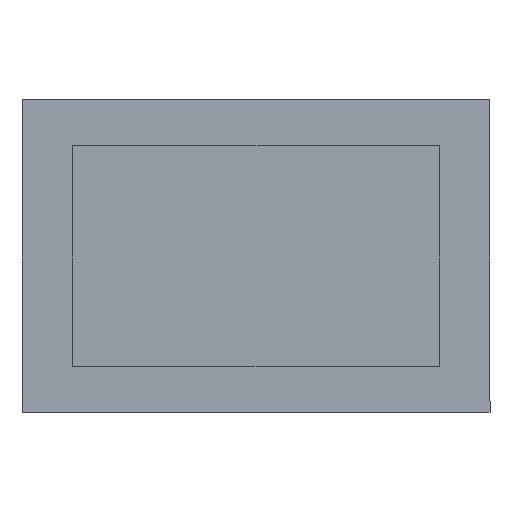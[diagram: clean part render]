
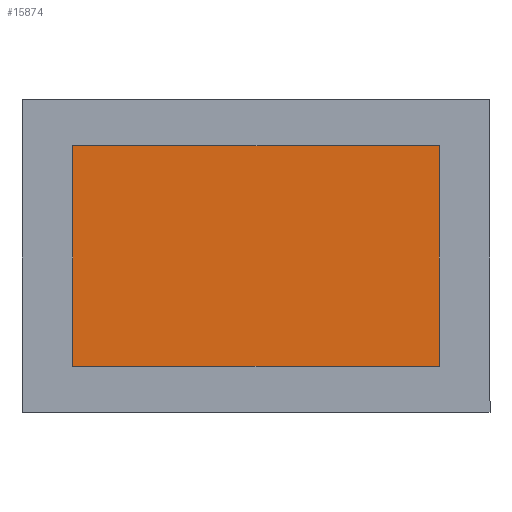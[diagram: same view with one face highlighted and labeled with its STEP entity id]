
A CAD part, top view. The second image highlights one B-rep face of the part: STEP entity #15874.
In plain terms, the highlighted face is planar.
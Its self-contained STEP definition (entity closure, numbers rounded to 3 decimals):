
#977=FACE_OUTER_BOUND('',#1738,.T.);
#1738=EDGE_LOOP('',(#14221,#14222,#14223,#14224));
#3861=LINE('',#25107,#6030);
#3862=LINE('',#25109,#6031);
#3863=LINE('',#25111,#6032);
#3864=LINE('',#25112,#6033);
#6030=VECTOR('',#20569,10.);
#6031=VECTOR('',#20570,10.);
#6032=VECTOR('',#20571,10.);
#6033=VECTOR('',#20572,10.);
#7548=VERTEX_POINT('',#25105);
#7549=VERTEX_POINT('',#25106);
#7550=VERTEX_POINT('',#25108);
#7551=VERTEX_POINT('',#25110);
#9784=EDGE_CURVE('',#7548,#7549,#3861,.T.);
#9785=EDGE_CURVE('',#7550,#7548,#3862,.T.);
#9786=EDGE_CURVE('',#7551,#7550,#3863,.T.);
#9787=EDGE_CURVE('',#7549,#7551,#3864,.T.);
#14221=ORIENTED_EDGE('',*,*,#9784,.F.);
#14222=ORIENTED_EDGE('',*,*,#9785,.F.);
#14223=ORIENTED_EDGE('',*,*,#9786,.F.);
#14224=ORIENTED_EDGE('',*,*,#9787,.F.);
#15119=PLANE('',#16812);
#15874=ADVANCED_FACE('',(#977),#15119,.F.);
#16812=AXIS2_PLACEMENT_3D('',#25104,#20567,#20568);
#20567=DIRECTION('center_axis',(0.,0.,1.));
#20568=DIRECTION('ref_axis',(1.,0.,0.));
#20569=DIRECTION('',(1.,0.,0.));
#20570=DIRECTION('',(0.,-1.,0.));
#20571=DIRECTION('',(-1.,0.,0.));
#20572=DIRECTION('',(0.,1.,0.));
#25104=CARTESIAN_POINT('Origin',(0.,0.,0.1));
#25105=CARTESIAN_POINT('',(-37.75,-22.75,0.1));
#25106=CARTESIAN_POINT('',(37.75,-22.75,0.1));
#25107=CARTESIAN_POINT('',(18.875,-22.75,0.1));
#25108=CARTESIAN_POINT('',(-37.75,22.75,0.1));
#25109=CARTESIAN_POINT('',(-37.75,-11.375,0.1));
#25110=CARTESIAN_POINT('',(37.75,22.75,0.1));
#25111=CARTESIAN_POINT('',(-18.875,22.75,0.1));
#25112=CARTESIAN_POINT('',(37.75,11.375,0.1));
